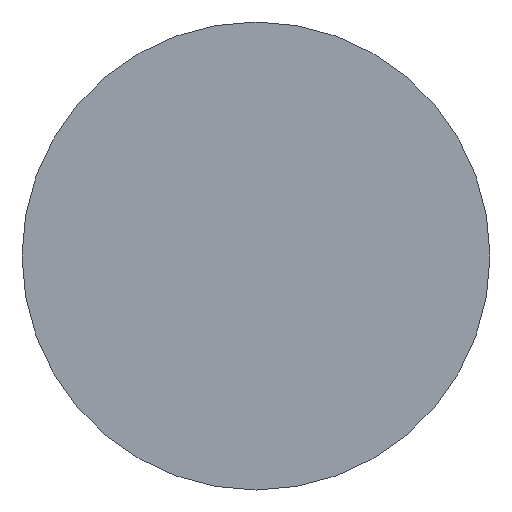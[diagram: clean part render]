
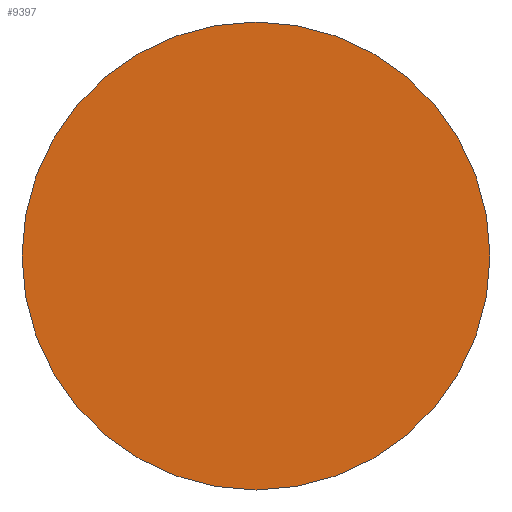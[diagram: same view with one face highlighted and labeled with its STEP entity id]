
A CAD part, front view. The second image highlights one B-rep face of the part: STEP entity #9397.
In plain terms, the highlighted planar face has unit normal (0, -1, 0).
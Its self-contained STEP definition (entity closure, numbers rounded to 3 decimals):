
#183 = DIRECTION ( 'NONE',  ( 0., 0., 1. ) ) ;
#1765 = VERTEX_POINT ( 'NONE', #13511 ) ;
#1852 = DIRECTION ( 'NONE',  ( 0., 1., 0. ) ) ;
#1947 = CARTESIAN_POINT ( 'NONE',  ( 28.565, 40.727, 104.385 ) ) ;
#2679 = ORIENTED_EDGE ( 'NONE', *, *, #8425, .F. ) ;
#3307 = PLANE ( 'NONE',  #10580 ) ;
#3489 = CIRCLE ( 'NONE', #5794, 56.5 ) ;
#3717 = DIRECTION ( 'NONE',  ( 0., 1., 0. ) ) ;
#4221 = EDGE_LOOP ( 'NONE', ( #12687, #2679 ) ) ;
#4521 = CARTESIAN_POINT ( 'NONE',  ( 28.565, 40.727, 104.385 ) ) ;
#5794 = AXIS2_PLACEMENT_3D ( 'NONE', #1947, #1852, #9567 ) ;
#6249 = CIRCLE ( 'NONE', #11924, 56.5 ) ;
#6923 = DIRECTION ( 'NONE',  ( 0., 0., 1. ) ) ;
#8125 = EDGE_CURVE ( 'NONE', #1765, #11112, #3489, .T. ) ;
#8425 = EDGE_CURVE ( 'NONE', #11112, #1765, #6249, .T. ) ;
#9397 = ADVANCED_FACE ( 'NONE', ( #9463 ), #3307, .F. ) ;
#9463 = FACE_OUTER_BOUND ( 'NONE', #4221, .T. ) ;
#9567 = DIRECTION ( 'NONE',  ( 0., 0., 1. ) ) ;
#10580 = AXIS2_PLACEMENT_3D ( 'NONE', #4521, #12184, #183 ) ;
#10901 = CARTESIAN_POINT ( 'NONE',  ( 28.565, 40.727, 160.885 ) ) ;
#11112 = VERTEX_POINT ( 'NONE', #10901 ) ;
#11495 = CARTESIAN_POINT ( 'NONE',  ( 28.565, 40.727, 104.385 ) ) ;
#11924 = AXIS2_PLACEMENT_3D ( 'NONE', #11495, #3717, #6923 ) ;
#12184 = DIRECTION ( 'NONE',  ( 0., 1., 0. ) ) ;
#12687 = ORIENTED_EDGE ( 'NONE', *, *, #8125, .F. ) ;
#13511 = CARTESIAN_POINT ( 'NONE',  ( 28.565, 40.727, 47.885 ) ) ;
